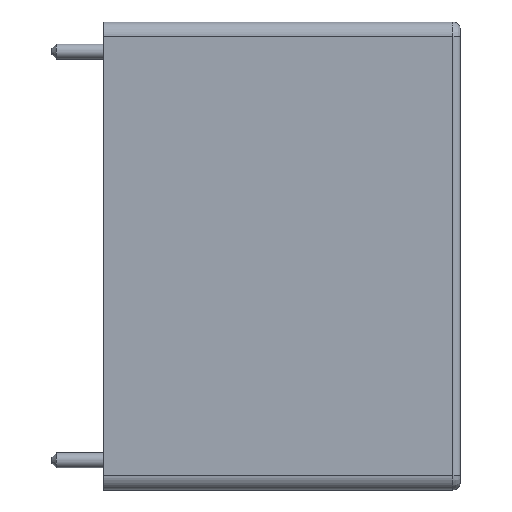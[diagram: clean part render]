
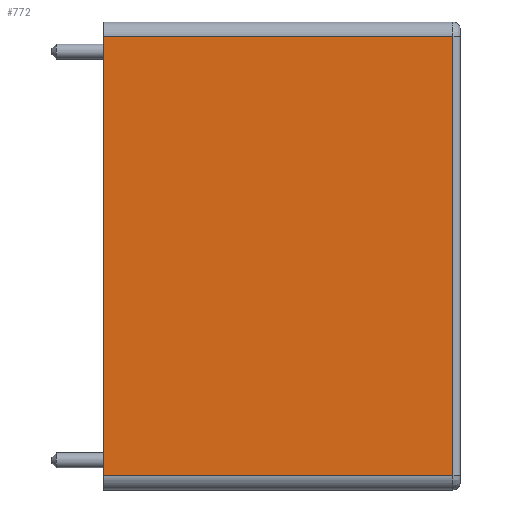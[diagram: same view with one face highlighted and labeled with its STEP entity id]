
A CAD part, left-side view. The second image highlights one B-rep face of the part: STEP entity #772.
In plain terms, the highlighted planar face has unit normal (-1, 0, 0).
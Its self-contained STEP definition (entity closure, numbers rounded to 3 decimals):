
#73=CARTESIAN_POINT('',(-6.5,-11.5,1.0));
#74=VERTEX_POINT('',#73);
#92=CARTESIAN_POINT('',(-6.5,-11.5,30.5));
#93=VERTEX_POINT('',#92);
#101=CARTESIAN_POINT('',(-6.5,-11.5,30.5));
#102=DIRECTION('',(0.0,0.0,-1.0));
#103=VECTOR('',#102,29.5);
#104=LINE('',#101,#103);
#105=EDGE_CURVE('',#93,#74,#104,.T.);
#730=CARTESIAN_POINT('',(-6.5,12.,1.0));
#731=VERTEX_POINT('',#730);
#732=CARTESIAN_POINT('',(-6.5,-11.5,1.0));
#733=DIRECTION('',(0.0,1.0,0.0));
#734=VECTOR('',#733,23.5);
#735=LINE('',#732,#734);
#736=EDGE_CURVE('',#74,#731,#735,.T.);
#749=CARTESIAN_POINT('',(-6.5,-12.,0.0));
#750=DIRECTION('',(-1.0,0.0,0.0));
#751=DIRECTION('',(0.0,0.0,1.0));
#752=AXIS2_PLACEMENT_3D('',#749,#750,#751);
#753=PLANE('',#752);
#754=ORIENTED_EDGE('',*,*,#105,.F.);
#755=CARTESIAN_POINT('',(-6.5,12.,30.5));
#756=VERTEX_POINT('',#755);
#757=CARTESIAN_POINT('',(-6.5,12.,30.5));
#758=DIRECTION('',(0.0,-1.0,0.0));
#759=VECTOR('',#758,23.5);
#760=LINE('',#757,#759);
#761=EDGE_CURVE('',#756,#93,#760,.T.);
#762=ORIENTED_EDGE('',*,*,#761,.F.);
#763=CARTESIAN_POINT('',(-6.5,12.,1.0));
#764=DIRECTION('',(0.0,0.0,1.0));
#765=VECTOR('',#764,29.5);
#766=LINE('',#763,#765);
#767=EDGE_CURVE('',#731,#756,#766,.T.);
#768=ORIENTED_EDGE('',*,*,#767,.F.);
#769=ORIENTED_EDGE('',*,*,#736,.F.);
#770=EDGE_LOOP('',(#754,#762,#768,#769));
#771=FACE_OUTER_BOUND('',#770,.T.);
#772=ADVANCED_FACE('',(#771),#753,.T.);
